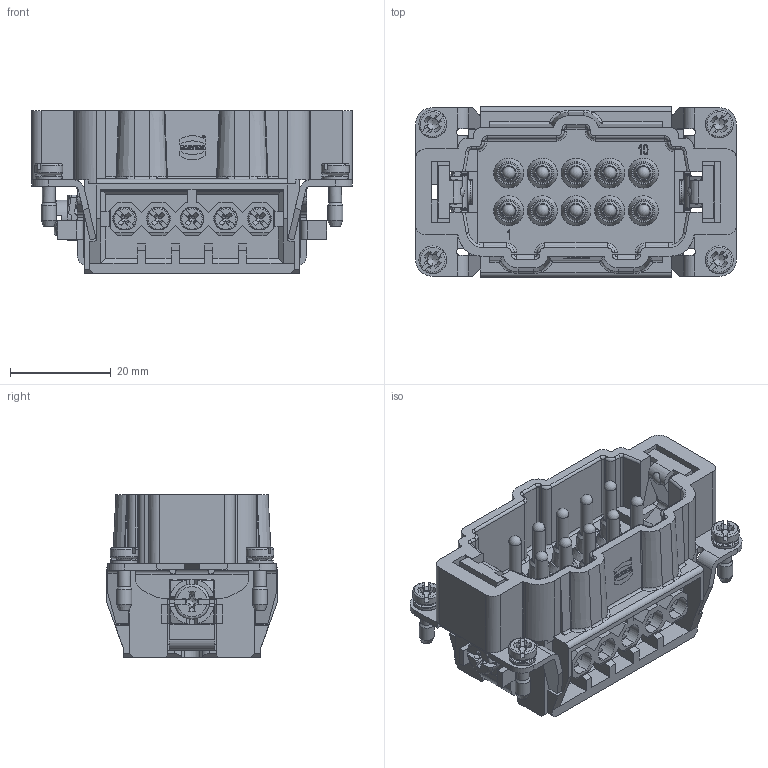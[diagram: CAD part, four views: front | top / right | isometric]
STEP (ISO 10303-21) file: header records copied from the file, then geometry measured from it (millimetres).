
FILE_DESCRIPTION(/* description */ (''),/* implementation_level */ '2;1');
FILE_NAME(/* name */ '100094808ugm000_c.stp',/* time_stamp */ '2017-11-02T07:46:59+01:00',/* author */ (''),/* organization */ (''),/* preprocessor_version */ 'ST-DEVELOPER v16',/* originating_system */ 'SIEMENS PLM Software NX 10.0',/* authorisation */ '');
FILE_SCHEMA (('AUTOMOTIVE_DESIGN { 1 0 10303 214 3 1 1 1 }'));
Products named in the file (1): 100094808ugm000_c
Bounding box: 63.85 x 33.9 x 32.42 mm (x, y, z)
Volume: 22824.3 mm3; surface area: 29299.8 mm2
Topology: 1 solids, 1 shells, 2499 faces, 7176 edges, 4685 vertices
Faces by surface type: plane 1338, bspline 428, cylinder 389, cone 206, extrusion 62, torus 44, sphere 32
Full cylindrical faces by diameter (mm): 0.335 x1, 0.492 x1, 0.6 x2, 2.4 x4, 2.438 x2, 2.5 x30, 2.65 x10, 3 x24, 3.2 x11, 3.5 x1, 3.7 x1, 4 x1, 4.5 x2, 5.5 x4, 7 x1
Entity records: 111905 total; most frequent: CARTESIAN_POINT 34923, ORIENTED_EDGE 13340, DIRECTION 10820, EDGE_CURVE 6670, VERTEX_POINT 4443, VECTOR 3646, AXIS2_PLACEMENT_3D 3587, LINE 3584
